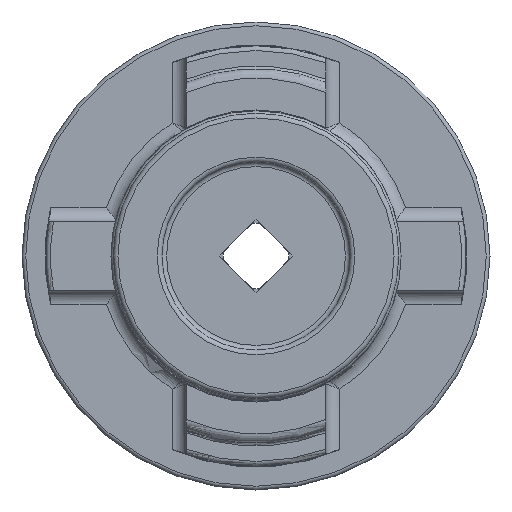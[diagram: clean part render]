
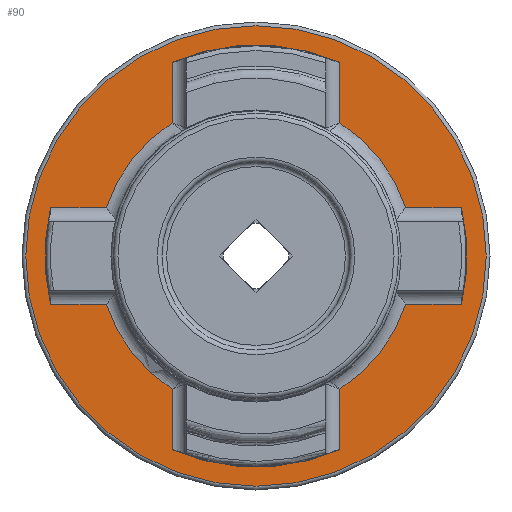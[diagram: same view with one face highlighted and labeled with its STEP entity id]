
A CAD part, left-side view. The second image highlights one B-rep face of the part: STEP entity #90.
In plain terms, the highlighted planar face has unit normal (-1, 0, 0).
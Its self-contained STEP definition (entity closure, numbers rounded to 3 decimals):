
#78 = CARTESIAN_POINT ( 'NONE',  ( 34.5, 8.95, 0. ) ) ;
#90 = ADVANCED_FACE ( 'NONE', ( #444, #2262 ), #3193, .F. ) ;
#101 = CIRCLE ( 'NONE', #2356, 16.8 ) ;
#119 = ORIENTED_EDGE ( 'NONE', *, *, #3046, .T. ) ;
#141 = DIRECTION ( 'NONE',  ( 0., 1., 0. ) ) ;
#159 = VERTEX_POINT ( 'NONE', #2736 ) ;
#187 = CARTESIAN_POINT ( 'NONE',  ( 34.5, -22.249, 5.175 ) ) ;
#193 = EDGE_LOOP ( 'NONE', ( #1449, #368, #1492, #119, #2433, #1107, #1589, #1175, #1361, #3038, #2917, #2956, #733, #1074, #1207, #280 ) ) ;
#198 = DIRECTION ( 'NONE',  ( 0., 0., 1. ) ) ;
#222 = DIRECTION ( 'NONE',  ( -1., 0., 0. ) ) ;
#224 = VECTOR ( 'NONE', #1834, 1000. ) ;
#265 = DIRECTION ( 'NONE',  ( -1., 0., 0. ) ) ;
#266 = VECTOR ( 'NONE', #584, 1000. ) ;
#280 = ORIENTED_EDGE ( 'NONE', *, *, #3222, .T. ) ;
#310 = DIRECTION ( 'NONE',  ( 1., 0., 0. ) ) ;
#354 = EDGE_CURVE ( 'NONE', #2058, #1166, #2003, .T. ) ;
#355 = LINE ( 'NONE', #187, #895 ) ;
#368 = ORIENTED_EDGE ( 'NONE', *, *, #1068, .T. ) ;
#369 = AXIS2_PLACEMENT_3D ( 'NONE', #2712, #1665, #1930 ) ;
#373 = CARTESIAN_POINT ( 'NONE',  ( 34.5, -15.983, 5.175 ) ) ;
#397 = EDGE_CURVE ( 'NONE', #1011, #2058, #556, .T. ) ;
#401 = CIRCLE ( 'NONE', #2588, 16.8 ) ;
#434 = CARTESIAN_POINT ( 'NONE',  ( 34.5, 0., 0. ) ) ;
#444 = FACE_OUTER_BOUND ( 'NONE', #1976, .T. ) ;
#473 = LINE ( 'NONE', #3162, #224 ) ;
#501 = VERTEX_POINT ( 'NONE', #893 ) ;
#556 = LINE ( 'NONE', #3218, #2800 ) ;
#584 = DIRECTION ( 'NONE',  ( 0., 0., -1. ) ) ;
#655 = CARTESIAN_POINT ( 'NONE',  ( 34.5, -8.95, 14.218 ) ) ;
#679 = VECTOR ( 'NONE', #141, 1000. ) ;
#711 = VERTEX_POINT ( 'NONE', #969 ) ;
#733 = ORIENTED_EDGE ( 'NONE', *, *, #2499, .F. ) ;
#738 = EDGE_CURVE ( 'NONE', #2261, #1275, #101, .T. ) ;
#783 = CARTESIAN_POINT ( 'NONE',  ( 34.5, 8.95, -14.218 ) ) ;
#893 = CARTESIAN_POINT ( 'NONE',  ( 34.5, 21.948, -5.175 ) ) ;
#895 = VECTOR ( 'NONE', #1766, 1000. ) ;
#902 = CARTESIAN_POINT ( 'NONE',  ( 34.5, 21.948, 5.175 ) ) ;
#968 = EDGE_CURVE ( 'NONE', #3349, #2184, #1956, .T. ) ;
#969 = CARTESIAN_POINT ( 'NONE',  ( 34.5, -21.948, 5.175 ) ) ;
#975 = AXIS2_PLACEMENT_3D ( 'NONE', #2671, #310, #2941 ) ;
#978 = DIRECTION ( 'NONE',  ( 0., 0., 1. ) ) ;
#1011 = VERTEX_POINT ( 'NONE', #1469 ) ;
#1017 = DIRECTION ( 'NONE',  ( 0., 0., 1. ) ) ;
#1054 = VECTOR ( 'NONE', #3321, 1000. ) ;
#1063 = DIRECTION ( 'NONE',  ( 0., 0., 1. ) ) ;
#1068 = EDGE_CURVE ( 'NONE', #3349, #1894, #2842, .T. ) ;
#1070 = CARTESIAN_POINT ( 'NONE',  ( 34.5, -8.95, -20.698 ) ) ;
#1074 = ORIENTED_EDGE ( 'NONE', *, *, #1323, .T. ) ;
#1107 = ORIENTED_EDGE ( 'NONE', *, *, #397, .T. ) ;
#1166 = VERTEX_POINT ( 'NONE', #2363 ) ;
#1175 = ORIENTED_EDGE ( 'NONE', *, *, #1811, .T. ) ;
#1207 = ORIENTED_EDGE ( 'NONE', *, *, #1870, .T. ) ;
#1211 = AXIS2_PLACEMENT_3D ( 'NONE', #2406, #1339, #1409 ) ;
#1218 = DIRECTION ( 'NONE',  ( 0., 0., 1. ) ) ;
#1221 = CARTESIAN_POINT ( 'NONE',  ( 34.5, 0., 0. ) ) ;
#1275 = VERTEX_POINT ( 'NONE', #3013 ) ;
#1294 = AXIS2_PLACEMENT_3D ( 'NONE', #1585, #265, #1063 ) ;
#1323 = EDGE_CURVE ( 'NONE', #3293, #1802, #473, .T. ) ;
#1324 = DIRECTION ( 'NONE',  ( 0., 0., -1. ) ) ;
#1339 = DIRECTION ( 'NONE',  ( 1., 0., 0. ) ) ;
#1358 = VERTEX_POINT ( 'NONE', #3174 ) ;
#1361 = ORIENTED_EDGE ( 'NONE', *, *, #2329, .F. ) ;
#1409 = DIRECTION ( 'NONE',  ( 0., 0., -1. ) ) ;
#1415 = LINE ( 'NONE', #3054, #679 ) ;
#1449 = ORIENTED_EDGE ( 'NONE', *, *, #968, .F. ) ;
#1469 = CARTESIAN_POINT ( 'NONE',  ( 34.5, -21.948, -5.175 ) ) ;
#1492 = ORIENTED_EDGE ( 'NONE', *, *, #2726, .T. ) ;
#1554 = VECTOR ( 'NONE', #2469, 1000. ) ;
#1585 = CARTESIAN_POINT ( 'NONE',  ( 34.5, 0., 0. ) ) ;
#1589 = ORIENTED_EDGE ( 'NONE', *, *, #354, .T. ) ;
#1606 = VERTEX_POINT ( 'NONE', #1070 ) ;
#1609 = CARTESIAN_POINT ( 'NONE',  ( 34.5, -8.95, -21.284 ) ) ;
#1636 = DIRECTION ( 'NONE',  ( 0., 1., 0. ) ) ;
#1644 = AXIS2_PLACEMENT_3D ( 'NONE', #1739, #3366, #198 ) ;
#1665 = DIRECTION ( 'NONE',  ( -1., 0., 0. ) ) ;
#1673 = VECTOR ( 'NONE', #1218, 1000. ) ;
#1739 = CARTESIAN_POINT ( 'NONE',  ( 34.5, 0., 0. ) ) ;
#1766 = DIRECTION ( 'NONE',  ( 0., -1., 0. ) ) ;
#1797 = CARTESIAN_POINT ( 'NONE',  ( 34.5, 0., 24.6 ) ) ;
#1802 = VERTEX_POINT ( 'NONE', #1893 ) ;
#1811 = EDGE_CURVE ( 'NONE', #1166, #1606, #2207, .T. ) ;
#1814 = DIRECTION ( 'NONE',  ( 1., 0., 0. ) ) ;
#1834 = DIRECTION ( 'NONE',  ( 0., -1., 0. ) ) ;
#1846 = CIRCLE ( 'NONE', #1294, 22.55 ) ;
#1870 = EDGE_CURVE ( 'NONE', #1802, #1358, #2331, .T. ) ;
#1893 = CARTESIAN_POINT ( 'NONE',  ( 34.5, 15.983, 5.175 ) ) ;
#1894 = VERTEX_POINT ( 'NONE', #655 ) ;
#1930 = DIRECTION ( 'NONE',  ( 0., 0., 1. ) ) ;
#1956 = CIRCLE ( 'NONE', #2886, 22.55 ) ;
#1976 = EDGE_LOOP ( 'NONE', ( #2888 ) ) ;
#1982 = CARTESIAN_POINT ( 'NONE',  ( 34.5, 22.55, 0. ) ) ;
#1985 = CARTESIAN_POINT ( 'NONE',  ( 34.5, 8.95, 0. ) ) ;
#1991 = EDGE_CURVE ( 'NONE', #1275, #501, #1415, .T. ) ;
#2003 = CIRCLE ( 'NONE', #975, 16.8 ) ;
#2039 = CARTESIAN_POINT ( 'NONE',  ( 34.5, -8.95, 13.364 ) ) ;
#2058 = VERTEX_POINT ( 'NONE', #2656 ) ;
#2144 = EDGE_CURVE ( 'NONE', #2549, #2549, #2442, .T. ) ;
#2184 = VERTEX_POINT ( 'NONE', #2871 ) ;
#2207 = LINE ( 'NONE', #1609, #266 ) ;
#2251 = DIRECTION ( 'NONE',  ( 0., 0., -1. ) ) ;
#2256 = DIRECTION ( 'NONE',  ( 1., 0., 0. ) ) ;
#2261 = VERTEX_POINT ( 'NONE', #783 ) ;
#2262 = FACE_BOUND ( 'NONE', #193, .T. ) ;
#2329 = EDGE_CURVE ( 'NONE', #159, #1606, #3318, .T. ) ;
#2331 = CIRCLE ( 'NONE', #1211, 16.8 ) ;
#2356 = AXIS2_PLACEMENT_3D ( 'NONE', #434, #2544, #2251 ) ;
#2363 = CARTESIAN_POINT ( 'NONE',  ( 34.5, -8.95, -14.218 ) ) ;
#2406 = CARTESIAN_POINT ( 'NONE',  ( 34.5, 0., 0. ) ) ;
#2433 = ORIENTED_EDGE ( 'NONE', *, *, #3165, .F. ) ;
#2442 = CIRCLE ( 'NONE', #3213, 24.6 ) ;
#2469 = DIRECTION ( 'NONE',  ( 0., 0., 1. ) ) ;
#2499 = EDGE_CURVE ( 'NONE', #3293, #501, #1846, .T. ) ;
#2544 = DIRECTION ( 'NONE',  ( 1., 0., 0. ) ) ;
#2549 = VERTEX_POINT ( 'NONE', #1797 ) ;
#2588 = AXIS2_PLACEMENT_3D ( 'NONE', #2657, #1814, #1324 ) ;
#2594 = CARTESIAN_POINT ( 'NONE',  ( 34.5, 0., 0. ) ) ;
#2656 = CARTESIAN_POINT ( 'NONE',  ( 34.5, -15.983, -5.175 ) ) ;
#2657 = CARTESIAN_POINT ( 'NONE',  ( 34.5, 0., 0. ) ) ;
#2671 = CARTESIAN_POINT ( 'NONE',  ( 34.5, 0., 0. ) ) ;
#2710 = VERTEX_POINT ( 'NONE', #373 ) ;
#2712 = CARTESIAN_POINT ( 'NONE',  ( 34.5, 0., 0. ) ) ;
#2726 = EDGE_CURVE ( 'NONE', #1894, #2710, #401, .T. ) ;
#2736 = CARTESIAN_POINT ( 'NONE',  ( 34.5, 8.95, -20.698 ) ) ;
#2800 = VECTOR ( 'NONE', #1636, 1000. ) ;
#2815 = CARTESIAN_POINT ( 'NONE',  ( 34.5, -8.95, 20.698 ) ) ;
#2835 = DIRECTION ( 'NONE',  ( -1., 0., 0. ) ) ;
#2842 = LINE ( 'NONE', #2039, #1054 ) ;
#2871 = CARTESIAN_POINT ( 'NONE',  ( 34.5, 8.95, 20.698 ) ) ;
#2886 = AXIS2_PLACEMENT_3D ( 'NONE', #1221, #2835, #978 ) ;
#2888 = ORIENTED_EDGE ( 'NONE', *, *, #2144, .T. ) ;
#2917 = ORIENTED_EDGE ( 'NONE', *, *, #738, .T. ) ;
#2941 = DIRECTION ( 'NONE',  ( 0., 0., -1. ) ) ;
#2947 = LINE ( 'NONE', #78, #1554 ) ;
#2956 = ORIENTED_EDGE ( 'NONE', *, *, #1991, .T. ) ;
#2989 = CIRCLE ( 'NONE', #369, 22.55 ) ;
#2995 = LINE ( 'NONE', #1985, #1673 ) ;
#3013 = CARTESIAN_POINT ( 'NONE',  ( 34.5, 15.983, -5.175 ) ) ;
#3038 = ORIENTED_EDGE ( 'NONE', *, *, #3140, .T. ) ;
#3046 = EDGE_CURVE ( 'NONE', #2710, #711, #355, .T. ) ;
#3054 = CARTESIAN_POINT ( 'NONE',  ( 34.5, 22.55, -5.175 ) ) ;
#3140 = EDGE_CURVE ( 'NONE', #159, #2261, #2995, .T. ) ;
#3162 = CARTESIAN_POINT ( 'NONE',  ( 34.5, 22.55, 5.175 ) ) ;
#3165 = EDGE_CURVE ( 'NONE', #1011, #711, #2989, .T. ) ;
#3174 = CARTESIAN_POINT ( 'NONE',  ( 34.5, 8.95, 14.218 ) ) ;
#3193 = PLANE ( 'NONE',  #3394 ) ;
#3213 = AXIS2_PLACEMENT_3D ( 'NONE', #2594, #222, #1017 ) ;
#3218 = CARTESIAN_POINT ( 'NONE',  ( 34.5, -14.852, -5.175 ) ) ;
#3222 = EDGE_CURVE ( 'NONE', #1358, #2184, #2947, .T. ) ;
#3255 = DIRECTION ( 'NONE',  ( 0., 0., -1. ) ) ;
#3293 = VERTEX_POINT ( 'NONE', #902 ) ;
#3318 = CIRCLE ( 'NONE', #1644, 22.55 ) ;
#3321 = DIRECTION ( 'NONE',  ( 0., 0., -1. ) ) ;
#3349 = VERTEX_POINT ( 'NONE', #2815 ) ;
#3366 = DIRECTION ( 'NONE',  ( -1., 0., 0. ) ) ;
#3394 = AXIS2_PLACEMENT_3D ( 'NONE', #1982, #2256, #3255 ) ;
